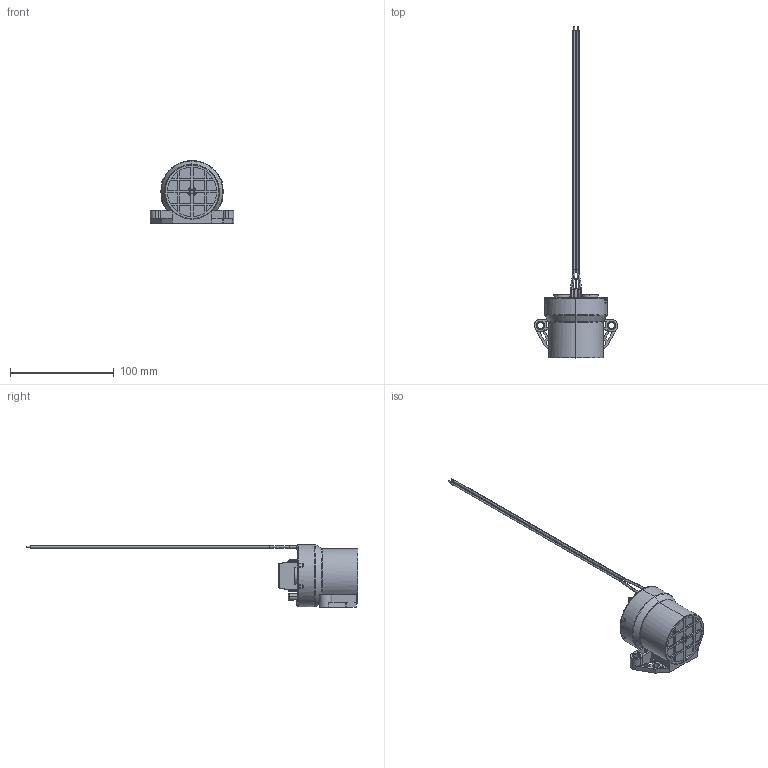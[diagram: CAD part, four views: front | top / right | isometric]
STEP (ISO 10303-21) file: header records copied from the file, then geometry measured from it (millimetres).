
FILE_DESCRIPTION (( 'STEP AP203' ), '1' );
FILE_NAME ('GV352-007-V8.STEP', '2021-03-09T08:46:31', ( '' ), ( '' ), 'SwSTEP 2.0', 'SolidWorks 2018', '' );
FILE_SCHEMA (( 'CONFIG_CONTROL_DESIGN' ));
Length unit declared in the file: millimetre
Products named in the file (10): 2443_2443-1; GV352-007-V8; 0733; 1690 REV_6_Option 2; GV241-028 Wire, Coil(Black); 2444_lower cap; GV241-028 Wire, Coil(Red); 2069; 2069(Default); 1563(1563-MX-1)
Assembly tree (11 placements, depth 4):
  GV352-007-V8
    1563(1563-MX-1)
      1690 REV_6_Option 2  x2
      2069(Default)
        2069
        0733  x2
    GV241-028 Wire, Coil(Red)
    GV241-028 Wire, Coil(Black)
    2443_2443-1
    2444_lower cap
Bounding box: 80.49 x 319.36 x 60.33 mm (x, y, z)
Volume: 154321.9 mm3; surface area: 42834.1 mm2
Topology: 9 solids, 9 shells, 1592 faces, 4312 edges, 2798 vertices
Faces by surface type: plane 732, cylinder 428, torus 294, bspline 74, cone 60, sphere 4
Entity records: 45039 total; most frequent: CARTESIAN_POINT 14191, ORIENTED_EDGE 6418, DIRECTION 6076, EDGE_CURVE 3209, AXIS2_PLACEMENT_3D 2194, VERTEX_POINT 2083, LINE 1688, VECTOR 1688
